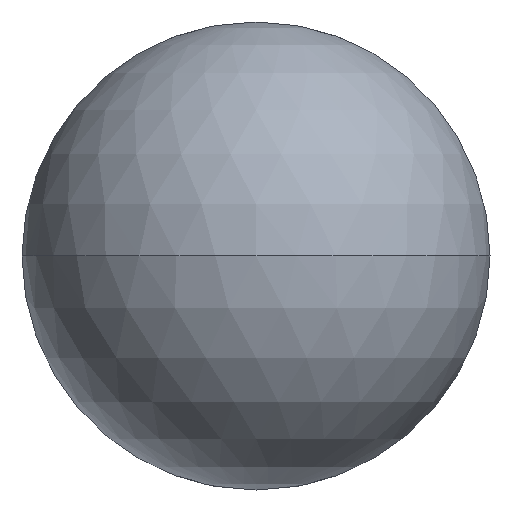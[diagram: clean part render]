
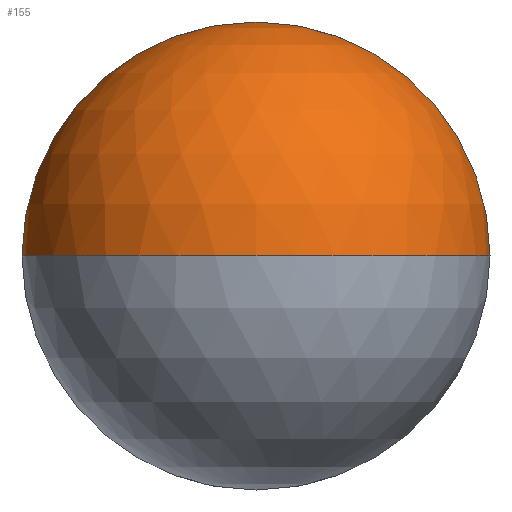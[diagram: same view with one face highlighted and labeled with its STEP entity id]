
A CAD part, front view. The second image highlights one B-rep face of the part: STEP entity #155.
In plain terms, the highlighted spherical face has radius 12.7 mm.
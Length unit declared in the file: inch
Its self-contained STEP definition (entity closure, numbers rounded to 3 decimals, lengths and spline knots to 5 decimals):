
#3 = CIRCLE ( 'NONE', #207, 0.5 ) ;
#12 = DIRECTION ( 'NONE',  ( 0., 0., 1. ) ) ;
#24 = DIRECTION ( 'NONE',  ( 0., -1., 0. ) ) ;
#25 = EDGE_CURVE ( 'NONE', #280, #112, #341, .T. ) ;
#32 = AXIS2_PLACEMENT_3D ( 'NONE', #93, #131, #288 ) ;
#47 = CARTESIAN_POINT ( 'NONE',  ( -0.5, 0.5, 0. ) ) ;
#52 = VERTEX_POINT ( 'NONE', #302 ) ;
#56 = EDGE_CURVE ( 'NONE', #117, #52, #3, .T. ) ;
#82 = FACE_OUTER_BOUND ( 'NONE', #119, .T. ) ;
#89 = ORIENTED_EDGE ( 'NONE', *, *, #25, .T. ) ;
#93 = CARTESIAN_POINT ( 'NONE',  ( 0., 0.5, 0. ) ) ;
#112 = VERTEX_POINT ( 'NONE', #354 ) ;
#115 = DIRECTION ( 'NONE',  ( 0., 0., -1. ) ) ;
#117 = VERTEX_POINT ( 'NONE', #47 ) ;
#119 = EDGE_LOOP ( 'NONE', ( #247, #228, #270, #89 ) ) ;
#131 = DIRECTION ( 'NONE',  ( 0., 0., 1. ) ) ;
#143 = CARTESIAN_POINT ( 'NONE',  ( 0., 0.5, 0. ) ) ;
#147 = DIRECTION ( 'NONE',  ( -1., 0., 0. ) ) ;
#151 = CIRCLE ( 'NONE', #287, 0.5 ) ;
#155 = ADVANCED_FACE ( 'NONE', ( #82 ), #344, .T. ) ;
#176 = CARTESIAN_POINT ( 'NONE',  ( 0., 0.5, 0. ) ) ;
#197 = DIRECTION ( 'NONE',  ( 0., -1., 0. ) ) ;
#207 = AXIS2_PLACEMENT_3D ( 'NONE', #176, #12, #221 ) ;
#221 = DIRECTION ( 'NONE',  ( 1., 0., 0. ) ) ;
#225 = EDGE_CURVE ( 'NONE', #112, #117, #315, .T. ) ;
#228 = ORIENTED_EDGE ( 'NONE', *, *, #56, .T. ) ;
#235 = EDGE_CURVE ( 'NONE', #280, #52, #151, .T. ) ;
#247 = ORIENTED_EDGE ( 'NONE', *, *, #225, .T. ) ;
#270 = ORIENTED_EDGE ( 'NONE', *, *, #235, .F. ) ;
#273 = CARTESIAN_POINT ( 'NONE',  ( 0., 0.5, 0. ) ) ;
#277 = CARTESIAN_POINT ( 'NONE',  ( 0., 0.5, 0. ) ) ;
#280 = VERTEX_POINT ( 'NONE', #338 ) ;
#287 = AXIS2_PLACEMENT_3D ( 'NONE', #143, #115, #147 ) ;
#288 = DIRECTION ( 'NONE',  ( 1., 0., 0. ) ) ;
#302 = CARTESIAN_POINT ( 'NONE',  ( 0., 0., 0. ) ) ;
#305 = AXIS2_PLACEMENT_3D ( 'NONE', #277, #24, #336 ) ;
#308 = DIRECTION ( 'NONE',  ( 0., 0., -1. ) ) ;
#315 = CIRCLE ( 'NONE', #305, 0.5 ) ;
#336 = DIRECTION ( 'NONE',  ( 0., 0., -1. ) ) ;
#338 = CARTESIAN_POINT ( 'NONE',  ( 0.5, 0.5, 0. ) ) ;
#341 = CIRCLE ( 'NONE', #348, 0.5 ) ;
#344 = SPHERICAL_SURFACE ( 'NONE', #32, 0.5 ) ;
#348 = AXIS2_PLACEMENT_3D ( 'NONE', #273, #197, #308 ) ;
#354 = CARTESIAN_POINT ( 'NONE',  ( 0., 0.5, 0.5 ) ) ;
